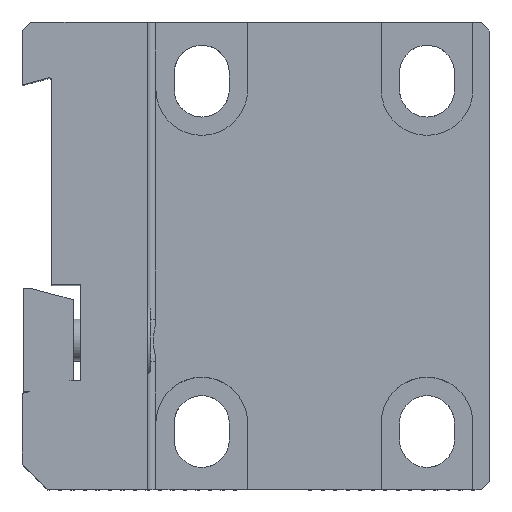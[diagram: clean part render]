
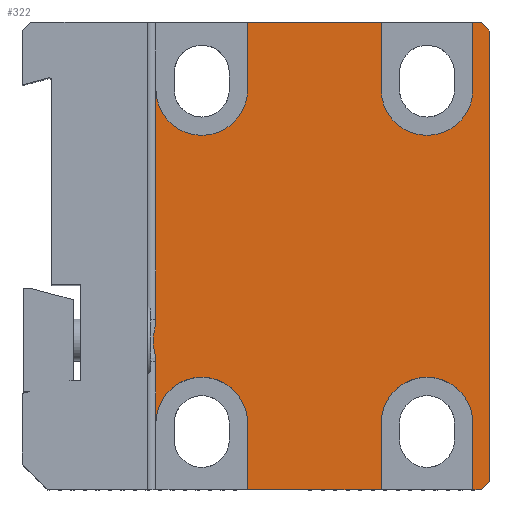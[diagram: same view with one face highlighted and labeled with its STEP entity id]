
A CAD part, top view. The second image highlights one B-rep face of the part: STEP entity #322.
In plain terms, the highlighted planar face has unit normal (0, 0, 1).
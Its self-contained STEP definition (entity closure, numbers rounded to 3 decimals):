
#98=B_SPLINE_CURVE_WITH_KNOTS('',3,(#9372,#9373,#9374,#9375,#9376,#9377),
 .UNSPECIFIED.,.F.,.F.,(4,2,4),(0.,0.5,1.),.UNSPECIFIED.);
#322=ADVANCED_FACE('',(#898),#623,.F.);
#623=PLANE('',#6305);
#898=FACE_OUTER_BOUND('',#1183,.T.);
#1183=EDGE_LOOP('',(#2245,#2246,#2247,#2248,#2249,#2250,#2251,#2252,#2253,
#2254,#2255,#2256,#2257,#2258,#2259,#2260,#2261,#2262,#2263,#2264));
#1403=CIRCLE('',#6301,5.5);
#1404=CIRCLE('',#6302,5.5);
#1405=CIRCLE('',#6303,5.5);
#1406=CIRCLE('',#6304,5.5);
#2245=ORIENTED_EDGE('',*,*,#4369,.T.);
#2246=ORIENTED_EDGE('',*,*,#4370,.T.);
#2247=ORIENTED_EDGE('',*,*,#4371,.T.);
#2248=ORIENTED_EDGE('',*,*,#4362,.T.);
#2249=ORIENTED_EDGE('',*,*,#4372,.F.);
#2250=ORIENTED_EDGE('',*,*,#4373,.T.);
#2251=ORIENTED_EDGE('',*,*,#4374,.T.);
#2252=ORIENTED_EDGE('',*,*,#4358,.T.);
#2253=ORIENTED_EDGE('',*,*,#4375,.T.);
#2254=ORIENTED_EDGE('',*,*,#4367,.T.);
#2255=ORIENTED_EDGE('',*,*,#4376,.T.);
#2256=ORIENTED_EDGE('',*,*,#4252,.F.);
#2257=ORIENTED_EDGE('',*,*,#4377,.F.);
#2258=ORIENTED_EDGE('',*,*,#4378,.F.);
#2259=ORIENTED_EDGE('',*,*,#4379,.T.);
#2260=ORIENTED_EDGE('',*,*,#4248,.F.);
#2261=ORIENTED_EDGE('',*,*,#4380,.F.);
#2262=ORIENTED_EDGE('',*,*,#4381,.F.);
#2263=ORIENTED_EDGE('',*,*,#4382,.T.);
#2264=ORIENTED_EDGE('',*,*,#4383,.T.);
#3562=VERTEX_POINT('',#9151);
#3563=VERTEX_POINT('',#9153);
#3566=VERTEX_POINT('',#9159);
#3567=VERTEX_POINT('',#9161);
#3624=VERTEX_POINT('',#9324);
#3625=VERTEX_POINT('',#9326);
#3628=VERTEX_POINT('',#9332);
#3629=VERTEX_POINT('',#9334);
#3633=VERTEX_POINT('',#9343);
#3634=VERTEX_POINT('',#9345);
#3635=VERTEX_POINT('',#9349);
#3636=VERTEX_POINT('',#9350);
#3637=VERTEX_POINT('',#9352);
#3638=VERTEX_POINT('',#9355);
#3639=VERTEX_POINT('',#9357);
#3640=VERTEX_POINT('',#9362);
#3641=VERTEX_POINT('',#9364);
#3642=VERTEX_POINT('',#9367);
#3643=VERTEX_POINT('',#9369);
#3644=VERTEX_POINT('',#9371);
#4248=EDGE_CURVE('',#3562,#3563,#5031,.T.);
#4252=EDGE_CURVE('',#3566,#3567,#5035,.T.);
#4358=EDGE_CURVE('',#3625,#3624,#5137,.T.);
#4362=EDGE_CURVE('',#3629,#3628,#5141,.T.);
#4367=EDGE_CURVE('',#3634,#3633,#5146,.T.);
#4369=EDGE_CURVE('',#3635,#3636,#5148,.T.);
#4370=EDGE_CURVE('',#3636,#3637,#1403,.T.);
#4371=EDGE_CURVE('',#3637,#3629,#5149,.T.);
#4372=EDGE_CURVE('',#3638,#3628,#5150,.T.);
#4373=EDGE_CURVE('',#3638,#3639,#1404,.T.);
#4374=EDGE_CURVE('',#3639,#3625,#5151,.T.);
#4375=EDGE_CURVE('',#3624,#3634,#5152,.T.);
#4376=EDGE_CURVE('',#3633,#3567,#5153,.T.);
#4377=EDGE_CURVE('',#3640,#3566,#5154,.T.);
#4378=EDGE_CURVE('',#3641,#3640,#1405,.T.);
#4379=EDGE_CURVE('',#3641,#3563,#5155,.T.);
#4380=EDGE_CURVE('',#3642,#3562,#5156,.T.);
#4381=EDGE_CURVE('',#3643,#3642,#1406,.T.);
#4382=EDGE_CURVE('',#3643,#3644,#5157,.T.);
#4383=EDGE_CURVE('',#3644,#3635,#98,.T.);
#5031=LINE('',#9152,#5746);
#5035=LINE('',#9160,#5750);
#5137=LINE('',#9325,#5852);
#5141=LINE('',#9333,#5856);
#5146=LINE('',#9344,#5861);
#5148=LINE('',#9348,#5863);
#5149=LINE('',#9353,#5864);
#5150=LINE('',#9354,#5865);
#5151=LINE('',#9358,#5866);
#5152=LINE('',#9359,#5867);
#5153=LINE('',#9360,#5868);
#5154=LINE('',#9361,#5869);
#5155=LINE('',#9365,#5870);
#5156=LINE('',#9366,#5871);
#5157=LINE('',#9370,#5872);
#5746=VECTOR('',#7373,1.);
#5750=VECTOR('',#7377,1.);
#5852=VECTOR('',#7489,1.);
#5856=VECTOR('',#7493,1.);
#5861=VECTOR('',#7500,1.);
#5863=VECTOR('',#7504,1.);
#5864=VECTOR('',#7507,1.);
#5865=VECTOR('',#7508,1.);
#5866=VECTOR('',#7511,1.);
#5867=VECTOR('',#7512,1.);
#5868=VECTOR('',#7513,1.);
#5869=VECTOR('',#7514,1.);
#5870=VECTOR('',#7517,1.);
#5871=VECTOR('',#7518,1.);
#5872=VECTOR('',#7521,1.);
#6301=AXIS2_PLACEMENT_3D('',#9351,#7505,#7506);
#6302=AXIS2_PLACEMENT_3D('',#9356,#7509,#7510);
#6303=AXIS2_PLACEMENT_3D('',#9363,#7515,#7516);
#6304=AXIS2_PLACEMENT_3D('',#9368,#7519,#7520);
#6305=AXIS2_PLACEMENT_3D('',#9378,#7522,#7523);
#7373=DIRECTION('',(1.,0.,0.));
#7377=DIRECTION('',(1.,0.,0.));
#7489=DIRECTION('',(1.,0.,0.));
#7493=DIRECTION('',(1.,0.,0.));
#7500=DIRECTION('',(0.,1.,0.));
#7504=DIRECTION('',(0.,-1.,0.));
#7505=DIRECTION('',(0.,0.,-1.));
#7506=DIRECTION('',(0.,1.,0.));
#7507=DIRECTION('',(0.,-1.,0.));
#7508=DIRECTION('',(0.,-1.,0.));
#7509=DIRECTION('',(0.,0.,-1.));
#7510=DIRECTION('',(0.,1.,0.));
#7511=DIRECTION('',(0.,-1.,0.));
#7512=DIRECTION('',(0.707,0.707,0.));
#7513=DIRECTION('',(-0.707,0.707,0.));
#7514=DIRECTION('',(0.,1.,0.));
#7515=DIRECTION('',(0.,0.,1.));
#7516=DIRECTION('',(0.,-1.,0.));
#7517=DIRECTION('',(0.,1.,0.));
#7518=DIRECTION('',(0.,1.,0.));
#7519=DIRECTION('',(0.,0.,1.));
#7520=DIRECTION('',(0.,-1.,0.));
#7521=DIRECTION('',(0.,-1.,0.));
#7522=DIRECTION('',(0.,0.,-1.));
#7523=DIRECTION('',(0.,-1.,0.));
#9151=CARTESIAN_POINT('',(23.5,28.,10.825));
#9152=CARTESIAN_POINT('',(11.5,28.,10.825));
#9153=CARTESIAN_POINT('',(39.5,28.,10.825));
#9159=CARTESIAN_POINT('',(50.5,28.,10.825));
#9160=CARTESIAN_POINT('',(11.5,28.,10.825));
#9161=CARTESIAN_POINT('',(51.5,28.,10.825));
#9324=CARTESIAN_POINT('',(51.5,-28.,10.825));
#9325=CARTESIAN_POINT('',(24.5,-28.,10.825));
#9326=CARTESIAN_POINT('',(50.5,-28.,10.825));
#9332=CARTESIAN_POINT('',(39.5,-28.,10.825));
#9333=CARTESIAN_POINT('',(24.5,-28.,10.825));
#9334=CARTESIAN_POINT('',(23.5,-28.,10.825));
#9343=CARTESIAN_POINT('',(52.5,27.,10.825));
#9344=CARTESIAN_POINT('',(52.5,-28.,10.825));
#9345=CARTESIAN_POINT('',(52.5,-27.,10.825));
#9348=CARTESIAN_POINT('',(12.5,-28.,10.825));
#9349=CARTESIAN_POINT('',(12.5,-12.662,10.825));
#9350=CARTESIAN_POINT('',(12.5,-20.,10.825));
#9351=CARTESIAN_POINT('',(18.,-20.,10.825));
#9352=CARTESIAN_POINT('',(23.5,-20.,10.825));
#9353=CARTESIAN_POINT('',(23.5,-24.5,10.825));
#9354=CARTESIAN_POINT('',(39.5,-24.5,10.825));
#9355=CARTESIAN_POINT('',(39.5,-20.,10.825));
#9356=CARTESIAN_POINT('',(45.,-20.,10.825));
#9357=CARTESIAN_POINT('',(50.5,-20.,10.825));
#9358=CARTESIAN_POINT('',(50.5,-24.5,10.825));
#9359=CARTESIAN_POINT('',(52.5,-27.,10.825));
#9360=CARTESIAN_POINT('',(52.5,27.,10.825));
#9361=CARTESIAN_POINT('',(50.5,24.5,10.825));
#9362=CARTESIAN_POINT('',(50.5,20.,10.825));
#9363=CARTESIAN_POINT('',(45.,20.,10.825));
#9364=CARTESIAN_POINT('',(39.5,20.,10.825));
#9365=CARTESIAN_POINT('',(39.5,24.5,10.825));
#9366=CARTESIAN_POINT('',(23.5,24.5,10.825));
#9367=CARTESIAN_POINT('',(23.5,20.,10.825));
#9368=CARTESIAN_POINT('',(18.,20.,10.825));
#9369=CARTESIAN_POINT('',(12.5,20.,10.825));
#9370=CARTESIAN_POINT('',(12.5,-28.,10.825));
#9371=CARTESIAN_POINT('',(12.5,-7.538,10.825));
#9372=CARTESIAN_POINT('',(12.5,-7.538,10.825));
#9373=CARTESIAN_POINT('',(12.5,-8.404,10.825));
#9374=CARTESIAN_POINT('',(12.162,-9.247,10.825));
#9375=CARTESIAN_POINT('',(12.161,-10.953,10.825));
#9376=CARTESIAN_POINT('',(12.5,-11.794,10.825));
#9377=CARTESIAN_POINT('',(12.5,-12.662,10.825));
#9378=CARTESIAN_POINT('',(71.5,28.,10.825));
